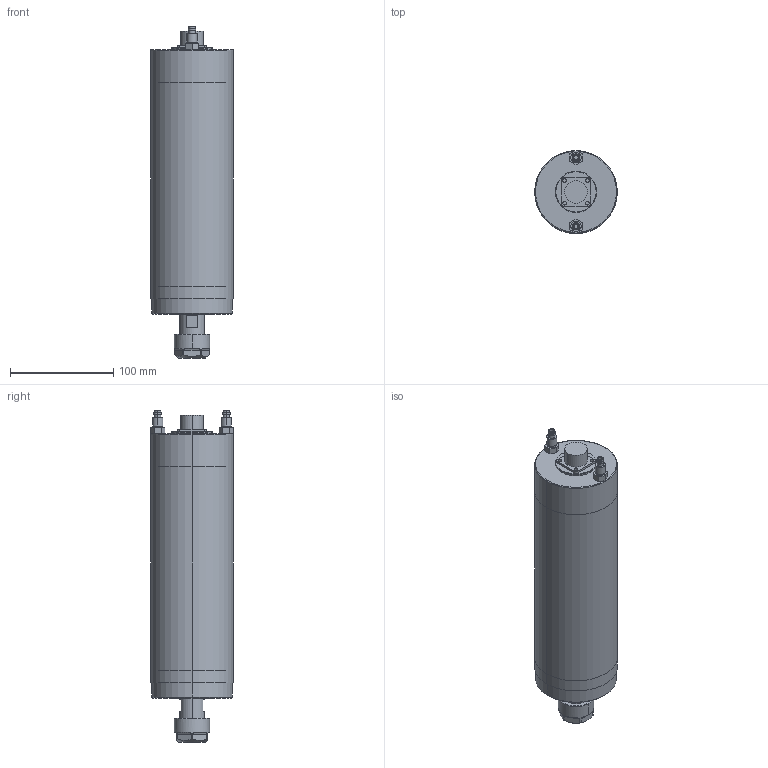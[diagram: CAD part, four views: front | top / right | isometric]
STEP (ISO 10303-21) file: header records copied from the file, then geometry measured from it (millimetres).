
FILE_DESCRIPTION (( 'STEP AP214' ), '1' );
FILE_NAME ('GDK80-24Z-2.2.STEP', '2021-05-07T02:58:59', ( '萇齟' ), ( '' ), 'SwSTEP 2.0', 'SolidWorks 2018', '' );
FILE_SCHEMA (( 'AUTOMOTIVE_DESIGN' ));
Length unit declared in the file: millimetre
Products named in the file (10): 堤盄釱脣芛28x28; GDK80-24Z-2.2粣芛; GDK80-24Z-2.2粣創釱; GDK80-24Z-2.2滅鳥欶LDPRT; ER20蹟簽; GDK80-24Z-2.2; ER20 粟俶芠標; 阨郲30.5ㄗM8ㄘ; GDK80-24Z-2.2儂褲; GDK80-24Z-2.2堤盄釱
Assembly tree (10 placements, depth 2):
  GDK80-24Z-2.2
    GDK80-24Z-2.2儂褲
    GDK80-24Z-2.2堤盄釱
    GDK80-24Z-2.2粣創釱
    GDK80-24Z-2.2滅鳥欶LDPRT
    GDK80-24Z-2.2粣芛
    ER20 粟俶芠標
    ER20蹟簽
    堤盄釱脣芛28x28
    阨郲30.5ㄗM8ㄘ  x2
Bounding box: 80 x 80.36 x 321.5 mm (x, y, z)
Volume: 1259133.1 mm3; surface area: 126267.9 mm2
Topology: 10 solids, 10 shells, 176 faces, 380 edges, 248 vertices
Faces by surface type: cylinder 82, plane 70, cone 14, torus 10
Entity records: 4918 total; most frequent: CARTESIAN_POINT 1001, DIRECTION 798, ORIENTED_EDGE 640, AXIS2_PLACEMENT_3D 333, EDGE_CURVE 320, VERTEX_POINT 208, EDGE_LOOP 184, CIRCLE 172
